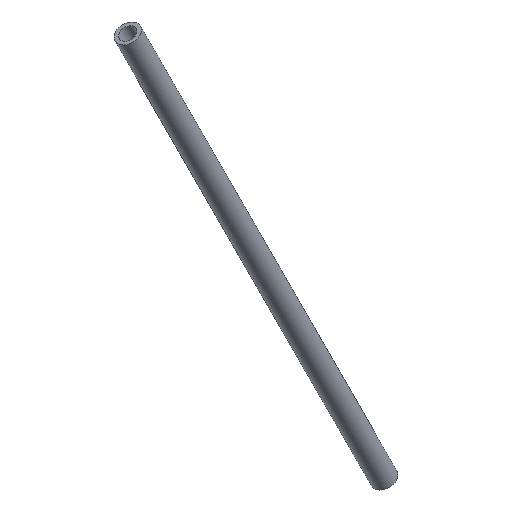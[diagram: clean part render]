
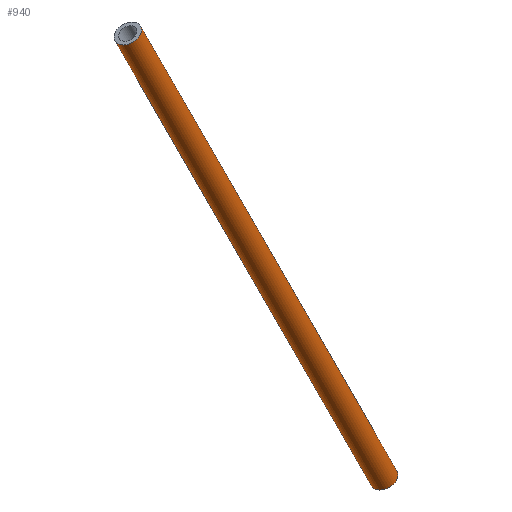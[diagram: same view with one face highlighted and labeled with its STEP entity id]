
A CAD part, top view. The second image highlights one B-rep face of the part: STEP entity #940.
In plain terms, the highlighted cylindrical face has radius 1.5 mm (diameter 3 mm), a partial arc.
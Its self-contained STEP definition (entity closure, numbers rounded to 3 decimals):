
#210=CARTESIAN_POINT('',(121.341,-43.282,
19.581));
#220=DIRECTION('',(-0.386,-0.636,
0.668));
#230=DIRECTION('',(-0.318,0.772,
0.551));
#240=AXIS2_PLACEMENT_3D('',#210,#220,#230);
#250=CIRCLE('',#240,1.5);
#260=CARTESIAN_POINT('',(120.864,-42.125,
20.408));
#270=VERTEX_POINT('',#260);
#280=CARTESIAN_POINT('',(121.818,-44.439,
18.755));
#290=VERTEX_POINT('',#280);
#320=EDGE_CURVE('',#290,#270,#250,.T.);
#570=CARTESIAN_POINT('',(93.562,-89.08,
67.695));
#580=DIRECTION('',(-0.386,-0.636,
0.668));
#590=DIRECTION('',(-0.318,0.772,
0.551));
#600=AXIS2_PLACEMENT_3D('',#570,#580,#590);
#610=CIRCLE('',#600,1.5);
#620=CARTESIAN_POINT('',(93.085,-87.922,
68.521));
#630=VERTEX_POINT('',#620);
#640=CARTESIAN_POINT('',(94.039,-90.237,
66.869));
#650=VERTEX_POINT('',#640);
#680=EDGE_CURVE('',#650,#630,#610,.T.);
#730=CARTESIAN_POINT('',(121.302,-43.346,
19.648));
#740=DIRECTION('',(-0.386,-0.636,
0.668));
#750=DIRECTION('',(-0.318,0.772,
0.551));
#760=AXIS2_PLACEMENT_3D('',#730,#740,#750);
#770=CYLINDRICAL_SURFACE('',#760,1.5);
#780=CARTESIAN_POINT('',(120.825,-42.188,
20.474));
#790=DIRECTION('',(-0.386,-0.636,
0.668));
#800=VECTOR('',#790,1.);
#810=LINE('',#780,#800);
#820=EDGE_CURVE('',#270,#630,#810,.T.);
#830=ORIENTED_EDGE('',*,*,#820,.T.);
#840=ORIENTED_EDGE('',*,*,#320,.T.);
#850=CARTESIAN_POINT('',(121.779,-44.503,
18.822));
#860=DIRECTION('',(-0.386,-0.636,
0.668));
#870=VECTOR('',#860,1.);
#880=LINE('',#850,#870);
#890=EDGE_CURVE('',#290,#650,#880,.T.);
#900=ORIENTED_EDGE('',*,*,#890,.F.);
#910=ORIENTED_EDGE('',*,*,#680,.F.);
#920=EDGE_LOOP('',(#910,#900,#840,#830));
#930=FACE_OUTER_BOUND('',#920,.T.);
#940=ADVANCED_FACE('',(#930),#770,.T.);
